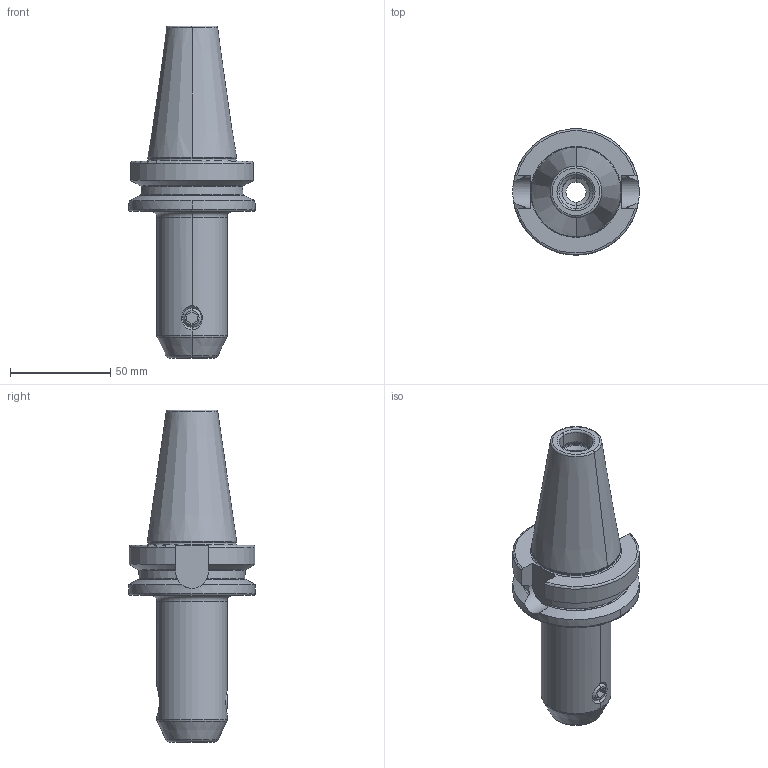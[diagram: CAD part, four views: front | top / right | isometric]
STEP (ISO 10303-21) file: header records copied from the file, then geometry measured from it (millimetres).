
FILE_DESCRIPTION((''),'2;1');
FILE_NAME('405_04_10_1','2020-07-23T',('101107'),(''),'CREO PARAMETRIC BY PTC INC, 2016260','CREO PARAMETRIC BY PTC INC, 2016260','');
FILE_SCHEMA(('CONFIG_CONTROL_DESIGN'));
Length unit declared in the file: millimetre
Products named in the file (1): 405_04_10_1
Bounding box: 63 x 63 x 165.4 mm (x, y, z)
Volume: 178099.4 mm3; surface area: 32703.4 mm2
Topology: 1 solids, 1 shells, 98 faces, 235 edges, 139 vertices
Faces by surface type: torus 28, plane 24, cone 22, cylinder 22, sphere 2
Entity records: 3113 total; most frequent: CARTESIAN_POINT 783, DIRECTION 513, ORIENTED_EDGE 466, EDGE_CURVE 233, AXIS2_PLACEMENT_3D 213, VERTEX_POINT 139, CIRCLE 112, EDGE_LOOP 102
